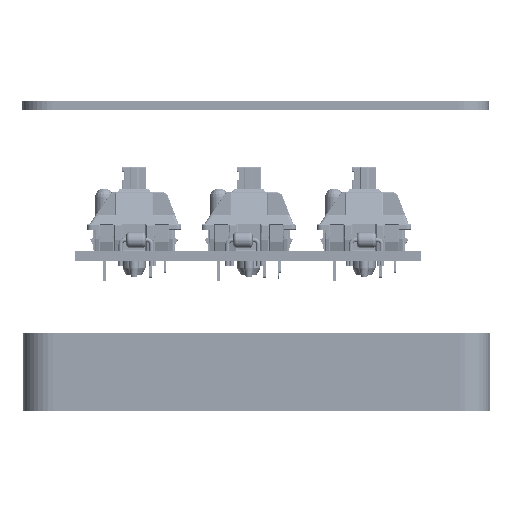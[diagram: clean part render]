
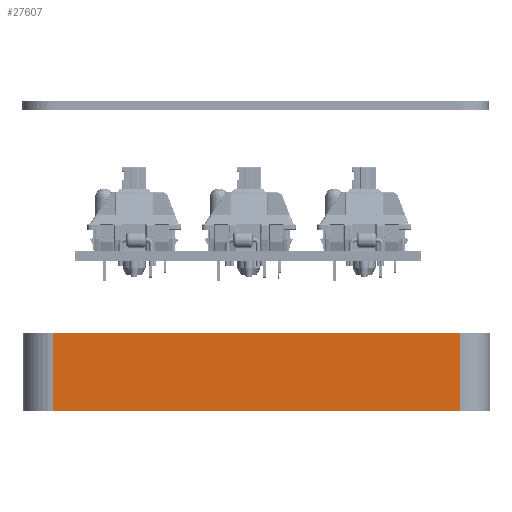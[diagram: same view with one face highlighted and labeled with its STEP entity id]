
A CAD part, left-side view. The second image highlights one B-rep face of the part: STEP entity #27607.
In plain terms, the highlighted planar face has unit normal (-1, 0, 0).
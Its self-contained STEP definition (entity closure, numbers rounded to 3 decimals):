
#1158=PLANE('',#29504);
#1702=FACE_OUTER_BOUND('',#3468,.T.);
#3468=EDGE_LOOP('',(#18404,#18405,#18406,#18407));
#5458=LINE('',#42303,#7687);
#5467=LINE('',#42334,#7696);
#5468=LINE('',#42337,#7697);
#5481=LINE('',#42381,#7710);
#7687=VECTOR('',#33018,10.);
#7696=VECTOR('',#33047,10.);
#7697=VECTOR('',#33050,10.);
#7710=VECTOR('',#33101,10.);
#11605=VERTEX_POINT('',#42300);
#11606=VERTEX_POINT('',#42302);
#11618=VERTEX_POINT('',#42332);
#11619=VERTEX_POINT('',#42336);
#14114=EDGE_CURVE('',#11605,#11606,#5458,.T.);
#14130=EDGE_CURVE('',#11618,#11605,#5467,.T.);
#14131=EDGE_CURVE('',#11606,#11619,#5468,.T.);
#14153=EDGE_CURVE('',#11619,#11618,#5481,.T.);
#18404=ORIENTED_EDGE('',*,*,#14130,.F.);
#18405=ORIENTED_EDGE('',*,*,#14153,.F.);
#18406=ORIENTED_EDGE('',*,*,#14131,.F.);
#18407=ORIENTED_EDGE('',*,*,#14114,.F.);
#27607=ADVANCED_FACE('',(#1702),#1158,.T.);
#29504=AXIS2_PLACEMENT_3D('',#42380,#33099,#33100);
#33018=DIRECTION('',(0.,-1.,0.));
#33047=DIRECTION('',(0.,0.,1.));
#33050=DIRECTION('',(0.,0.,-1.));
#33099=DIRECTION('center_axis',(-1.,0.,0.));
#33100=DIRECTION('ref_axis',(0.,-1.,0.));
#33101=DIRECTION('',(0.,1.,0.));
#42300=CARTESIAN_POINT('',(-73.133,10.886,13.));
#42302=CARTESIAN_POINT('',(-73.133,-56.424,13.));
#42303=CARTESIAN_POINT('',(-73.133,-61.424,13.));
#42332=CARTESIAN_POINT('',(-73.133,10.886,0.));
#42334=CARTESIAN_POINT('',(-73.133,10.886,0.));
#42336=CARTESIAN_POINT('',(-73.133,-56.424,0.));
#42337=CARTESIAN_POINT('',(-73.133,-56.424,0.));
#42380=CARTESIAN_POINT('Origin',(-73.133,15.886,0.));
#42381=CARTESIAN_POINT('',(-73.133,-61.424,0.));
